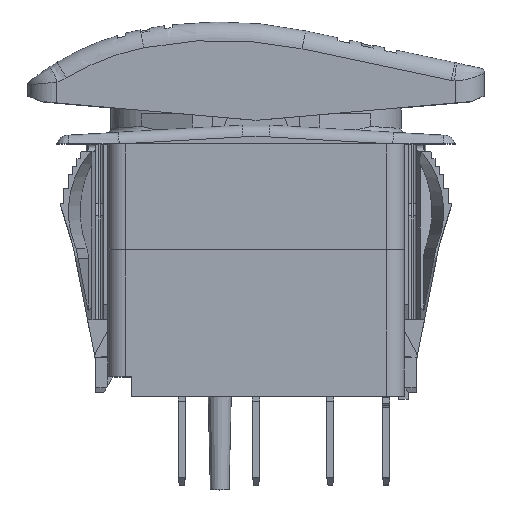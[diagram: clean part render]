
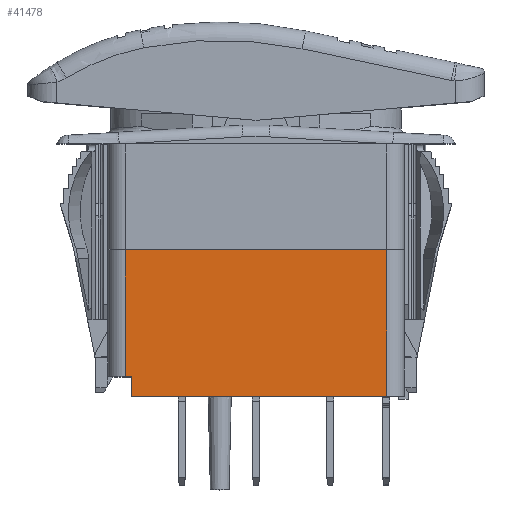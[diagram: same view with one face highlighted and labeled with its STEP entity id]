
A CAD part, top view. The second image highlights one B-rep face of the part: STEP entity #41478.
In plain terms, the highlighted planar face has unit normal (0, 0, 1).
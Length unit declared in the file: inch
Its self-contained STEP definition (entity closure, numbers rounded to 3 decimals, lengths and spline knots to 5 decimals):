
#11717=DIRECTION('',(0.,-1.,0.));
#11718=VECTOR('',#11717,0.542);
#11719=CARTESIAN_POINT('',(-0.558,0.,0.41));
#11720=LINE('',#11719,#11718);
#11726=DIRECTION('',(-1.,0.,0.));
#11727=VECTOR('',#11726,1.116);
#11728=CARTESIAN_POINT('',(0.558,0.,0.41));
#11729=LINE('',#11728,#11727);
#11730=DIRECTION('',(1.,0.,0.));
#11731=VECTOR('',#11730,1.089);
#11732=CARTESIAN_POINT('',(-0.531,-0.625,0.41));
#11733=LINE('',#11732,#11731);
#11734=DIRECTION('',(0.,1.,0.));
#11735=VECTOR('',#11734,0.083);
#11736=CARTESIAN_POINT('',(-0.531,-0.625,0.41));
#11737=LINE('',#11736,#11735);
#11738=DIRECTION('',(1.,0.,0.));
#11739=VECTOR('',#11738,0.027);
#11740=CARTESIAN_POINT('',(-0.558,-0.542,0.41));
#11741=LINE('',#11740,#11739);
#11755=DIRECTION('',(0.,1.,0.));
#11756=VECTOR('',#11755,0.625);
#11757=CARTESIAN_POINT('',(0.558,-0.625,0.41));
#11758=LINE('',#11757,#11756);
#19378=CARTESIAN_POINT('',(-0.558,0.,0.41));
#19379=CARTESIAN_POINT('',(-0.558,-0.542,0.41));
#19380=VERTEX_POINT('',#19378);
#19381=VERTEX_POINT('',#19379);
#19398=CARTESIAN_POINT('',(0.558,-0.625,0.41));
#19399=CARTESIAN_POINT('',(0.558,0.,0.41));
#19400=VERTEX_POINT('',#19398);
#19401=VERTEX_POINT('',#19399);
#19568=CARTESIAN_POINT('',(-0.531,-0.625,0.41));
#19569=CARTESIAN_POINT('',(-0.531,-0.542,0.41));
#19570=VERTEX_POINT('',#19568);
#19571=VERTEX_POINT('',#19569);
#41463=CARTESIAN_POINT('',(0.,0.,0.41));
#41464=DIRECTION('',(0.,0.,1.));
#41465=DIRECTION('',(1.,0.,0.));
#41466=AXIS2_PLACEMENT_3D('',#41463,#41464,#41465);
#41467=PLANE('',#41466);
#41468=ORIENTED_EDGE('',*,*,#41456,.F.);
#41469=ORIENTED_EDGE('',*,*,#41324,.F.);
#41471=ORIENTED_EDGE('',*,*,#41470,.F.);
#41472=ORIENTED_EDGE('',*,*,#40847,.F.);
#41473=ORIENTED_EDGE('',*,*,#40920,.T.);
#41475=ORIENTED_EDGE('',*,*,#41474,.F.);
#41476=EDGE_LOOP('',(#41468,#41469,#41471,#41472,#41473,#41475));
#41477=FACE_OUTER_BOUND('',#41476,.F.);
#40847=EDGE_CURVE('',#19570,#19400,#11733,.T.);
#40920=EDGE_CURVE('',#19570,#19571,#11737,.T.);
#41324=EDGE_CURVE('',#19401,#19380,#11729,.T.);
#41456=EDGE_CURVE('',#19380,#19381,#11720,.T.);
#41470=EDGE_CURVE('',#19400,#19401,#11758,.T.);
#41474=EDGE_CURVE('',#19381,#19571,#11741,.T.);
#41478=ADVANCED_FACE('',(#41477),#41467,.T.);
